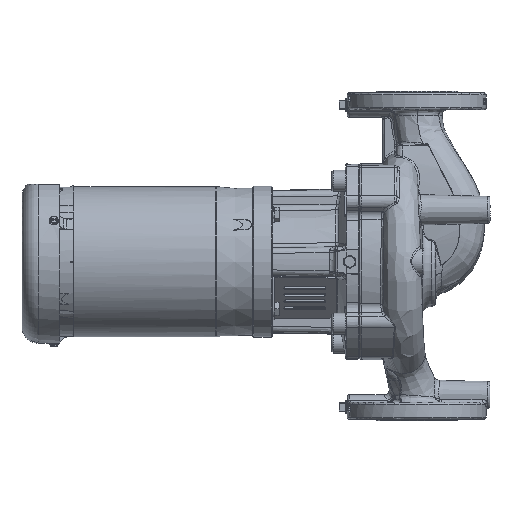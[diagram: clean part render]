
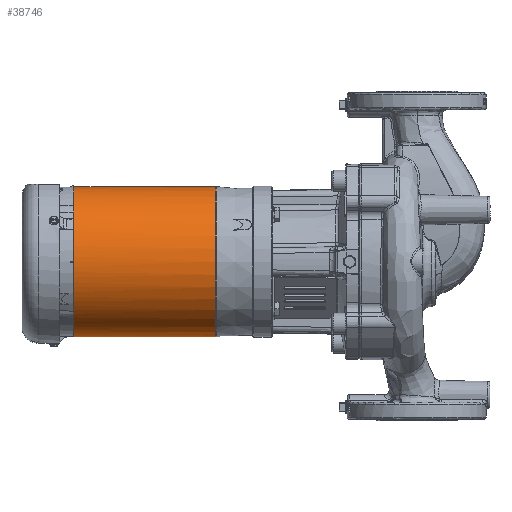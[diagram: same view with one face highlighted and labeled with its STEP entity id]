
A CAD part, left-side view. The second image highlights one B-rep face of the part: STEP entity #38746.
In plain terms, the highlighted cylindrical face has radius 83.972 mm (diameter 167.945 mm), a full revolution.
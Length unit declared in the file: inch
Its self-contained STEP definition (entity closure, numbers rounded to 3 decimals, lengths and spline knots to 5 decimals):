
#1256=FACE_BOUND('',#10535,.T.);
#2205=CYLINDRICAL_SURFACE('',#41811,3.306);
#3974=LINE('',#143003,#6067);
#3975=LINE('',#143006,#6068);
#3976=LINE('',#143036,#6069);
#6067=VECTOR('',#49543,3.306);
#6068=VECTOR('',#49544,39.37008);
#6069=VECTOR('',#49547,39.37008);
#8382=FACE_OUTER_BOUND('',#10534,.T.);
#10534=EDGE_LOOP('',(#33012,#33013,#33014,#33015,#33016,#33017));
#10535=EDGE_LOOP('',(#33018,#33019,#33020,#33021,#33022,#33023,#33024,#33025));
#12369=B_SPLINE_CURVE_WITH_KNOTS('',3,(#143008,#143009,#143010,#143011,
#143012,#143013,#143014,#143015,#143016,#143017,#143018,#143019),
 .UNSPECIFIED.,.F.,.F.,(4,2,2,2,2,4),(0.,0.25029,
0.49899,0.74666,0.87199,0.99737),
 .UNSPECIFIED.);
#12370=B_SPLINE_CURVE_WITH_KNOTS('',3,(#143023,#143024,#143025,#143026,
#143027,#143028,#143029,#143030,#143031,#143032,#143033,#143034),
 .UNSPECIFIED.,.F.,.F.,(4,2,2,2,2,4),(0.,0.12491,
0.24976,0.49657,0.7444,0.9939),
 .UNSPECIFIED.);
#12371=B_SPLINE_CURVE_WITH_KNOTS('',3,(#143038,#143039,#143040,#143041,
#143042,#143043,#143044,#143045,#143046,#143047,#143048,#143049),
 .UNSPECIFIED.,.F.,.F.,(4,2,2,2,2,4),(0.,0.25029,
0.49899,0.74666,0.87199,0.99737),
 .UNSPECIFIED.);
#12372=B_SPLINE_CURVE_WITH_KNOTS('',3,(#143052,#143053,#143054,#143055,
#143056,#143057,#143058,#143059,#143060,#143061,#143062,#143063),
 .UNSPECIFIED.,.F.,.F.,(4,2,2,2,2,4),(0.,0.12491,
0.24976,0.49657,0.7444,0.9939),
 .UNSPECIFIED.);
#13694=CIRCLE('',#41809,3.306);
#13695=CIRCLE('',#41810,3.306);
#13696=CIRCLE('',#41812,3.306);
#13697=CIRCLE('',#41813,3.306);
#13698=CIRCLE('',#41814,3.306);
#13699=CIRCLE('',#41815,3.306);
#17353=VERTEX_POINT('',#142994);
#17354=VERTEX_POINT('',#142995);
#17355=VERTEX_POINT('',#142999);
#17356=VERTEX_POINT('',#143000);
#17357=VERTEX_POINT('',#143004);
#17358=VERTEX_POINT('',#143005);
#17359=VERTEX_POINT('',#143007);
#17360=VERTEX_POINT('',#143020);
#17361=VERTEX_POINT('',#143022);
#17362=VERTEX_POINT('',#143035);
#17363=VERTEX_POINT('',#143037);
#17364=VERTEX_POINT('',#143050);
#22988=EDGE_CURVE('',#17353,#17354,#13694,.T.);
#22989=EDGE_CURVE('',#17354,#17353,#13695,.T.);
#22990=EDGE_CURVE('',#17355,#17356,#13696,.T.);
#22991=EDGE_CURVE('',#17356,#17355,#13697,.T.);
#22992=EDGE_CURVE('',#17356,#17354,#3974,.T.);
#22993=EDGE_CURVE('',#17357,#17358,#3975,.T.);
#22994=EDGE_CURVE('',#17357,#17359,#12369,.T.);
#22995=EDGE_CURVE('',#17359,#17360,#13698,.T.);
#22996=EDGE_CURVE('',#17360,#17361,#12370,.T.);
#22997=EDGE_CURVE('',#17362,#17361,#3976,.T.);
#22998=EDGE_CURVE('',#17362,#17363,#12371,.T.);
#22999=EDGE_CURVE('',#17364,#17363,#13699,.T.);
#23000=EDGE_CURVE('',#17364,#17358,#12372,.T.);
#33012=ORIENTED_EDGE('',*,*,#22990,.F.);
#33013=ORIENTED_EDGE('',*,*,#22991,.F.);
#33014=ORIENTED_EDGE('',*,*,#22992,.T.);
#33015=ORIENTED_EDGE('',*,*,#22989,.T.);
#33016=ORIENTED_EDGE('',*,*,#22988,.T.);
#33017=ORIENTED_EDGE('',*,*,#22992,.F.);
#33018=ORIENTED_EDGE('',*,*,#22993,.F.);
#33019=ORIENTED_EDGE('',*,*,#22994,.T.);
#33020=ORIENTED_EDGE('',*,*,#22995,.T.);
#33021=ORIENTED_EDGE('',*,*,#22996,.T.);
#33022=ORIENTED_EDGE('',*,*,#22997,.F.);
#33023=ORIENTED_EDGE('',*,*,#22998,.T.);
#33024=ORIENTED_EDGE('',*,*,#22999,.F.);
#33025=ORIENTED_EDGE('',*,*,#23000,.T.);
#38746=ADVANCED_FACE('',(#8382,#1256),#2205,.T.);
#41809=AXIS2_PLACEMENT_3D('',#142996,#49533,#49534);
#41810=AXIS2_PLACEMENT_3D('',#142997,#49535,#49536);
#41811=AXIS2_PLACEMENT_3D('',#142998,#49537,#49538);
#41812=AXIS2_PLACEMENT_3D('',#143001,#49539,#49540);
#41813=AXIS2_PLACEMENT_3D('',#143002,#49541,#49542);
#41814=AXIS2_PLACEMENT_3D('',#143021,#49545,#49546);
#41815=AXIS2_PLACEMENT_3D('',#143051,#49548,#49549);
#49533=DIRECTION('center_axis',(0.,1.,0.));
#49534=DIRECTION('ref_axis',(1.,0.,0.));
#49535=DIRECTION('center_axis',(0.,1.,0.));
#49536=DIRECTION('ref_axis',(1.,0.,0.));
#49537=DIRECTION('center_axis',(0.,1.,0.));
#49538=DIRECTION('ref_axis',(1.,0.,0.));
#49539=DIRECTION('center_axis',(0.,1.,0.));
#49540=DIRECTION('ref_axis',(1.,0.,0.));
#49541=DIRECTION('center_axis',(0.,1.,0.));
#49542=DIRECTION('ref_axis',(1.,0.,0.));
#49543=DIRECTION('',(0.,-1.,0.));
#49544=DIRECTION('',(0.,-1.,0.));
#49545=DIRECTION('center_axis',(0.,1.,0.));
#49546=DIRECTION('ref_axis',(0.,0.,
1.));
#49547=DIRECTION('',(0.,1.,0.));
#49548=DIRECTION('center_axis',(0.,1.,0.));
#49549=DIRECTION('ref_axis',(0.,0.,
1.));
#142994=CARTESIAN_POINT('',(3.306,6.29036,0.));
#142995=CARTESIAN_POINT('',(-3.306,6.29036,0.));
#142996=CARTESIAN_POINT('Origin',(0.,6.29036,
0.));
#142997=CARTESIAN_POINT('Origin',(0.,6.29036,
0.));
#142998=CARTESIAN_POINT('Origin',(0.,6.25936,
0.));
#142999=CARTESIAN_POINT('',(3.306,12.54036,0.));
#143000=CARTESIAN_POINT('',(-3.306,12.54036,0.));
#143001=CARTESIAN_POINT('Origin',(0.,12.54036,
0.));
#143002=CARTESIAN_POINT('Origin',(0.,12.54036,
0.));
#143003=CARTESIAN_POINT('',(-3.306,6.25936,0.));
#143004=CARTESIAN_POINT('',(2.73083,12.19536,1.86339));
#143005=CARTESIAN_POINT('',(2.73083,9.94536,1.86339));
#143006=CARTESIAN_POINT('',(2.73083,6.25936,1.86339));
#143007=CARTESIAN_POINT('',(2.86264,12.44536,1.65376));
#143008=CARTESIAN_POINT('Ctrl Pts',(2.73083,12.19536,1.86339));
#143009=CARTESIAN_POINT('Ctrl Pts',(2.73083,12.2282,1.86339));
#143010=CARTESIAN_POINT('Ctrl Pts',(2.73446,12.26068,1.8581));
#143011=CARTESIAN_POINT('Ctrl Pts',(2.74834,12.32121,1.83751));
#143012=CARTESIAN_POINT('Ctrl Pts',(2.75838,12.34854,1.8225));
#143013=CARTESIAN_POINT('Ctrl Pts',(2.78324,12.39476,1.78431));
#143014=CARTESIAN_POINT('Ctrl Pts',(2.79777,12.41318,1.76153));
#143015=CARTESIAN_POINT('Ctrl Pts',(2.82141,12.43226,1.72322));
#143016=CARTESIAN_POINT('Ctrl Pts',(2.8296,12.43716,1.70975));
#143017=CARTESIAN_POINT('Ctrl Pts',(2.84612,12.44371,1.68211));
#143018=CARTESIAN_POINT('Ctrl Pts',(2.85444,12.44535,1.66796));
#143019=CARTESIAN_POINT('Ctrl Pts',(2.86264,12.44535,1.65376));
#143020=CARTESIAN_POINT('',(2.86264,12.44536,-1.65376));
#143021=CARTESIAN_POINT('Origin',(0.,12.44536,
0.));
#143022=CARTESIAN_POINT('',(2.73083,12.19536,-1.86339));
#143023=CARTESIAN_POINT('Ctrl Pts',(2.86264,12.44535,-1.65376));
#143024=CARTESIAN_POINT('Ctrl Pts',(2.85444,12.44535,-1.66796));
#143025=CARTESIAN_POINT('Ctrl Pts',(2.84613,12.44371,-1.6821));
#143026=CARTESIAN_POINT('Ctrl Pts',(2.82961,12.43716,-1.70974));
#143027=CARTESIAN_POINT('Ctrl Pts',(2.82143,12.43226,-1.7232));
#143028=CARTESIAN_POINT('Ctrl Pts',(2.79779,12.4132,-1.76151));
#143029=CARTESIAN_POINT('Ctrl Pts',(2.78325,12.39478,-1.78429));
#143030=CARTESIAN_POINT('Ctrl Pts',(2.75839,12.34857,-1.82249));
#143031=CARTESIAN_POINT('Ctrl Pts',(2.74834,12.32123,-1.8375));
#143032=CARTESIAN_POINT('Ctrl Pts',(2.73446,12.2607,-1.8581));
#143033=CARTESIAN_POINT('Ctrl Pts',(2.73083,12.22821,-1.86339));
#143034=CARTESIAN_POINT('Ctrl Pts',(2.73083,12.19536,-1.86339));
#143035=CARTESIAN_POINT('',(2.73083,9.94536,-1.86339));
#143036=CARTESIAN_POINT('',(2.73083,6.25936,-1.86339));
#143037=CARTESIAN_POINT('',(2.86264,9.69536,-1.65376));
#143038=CARTESIAN_POINT('Ctrl Pts',(2.73083,9.94536,-1.86339));
#143039=CARTESIAN_POINT('Ctrl Pts',(2.73083,9.91251,-1.86339));
#143040=CARTESIAN_POINT('Ctrl Pts',(2.73446,9.88003,-1.8581));
#143041=CARTESIAN_POINT('Ctrl Pts',(2.74834,9.81951,-1.83751));
#143042=CARTESIAN_POINT('Ctrl Pts',(2.75838,9.79217,-1.8225));
#143043=CARTESIAN_POINT('Ctrl Pts',(2.78324,9.74595,-1.78431));
#143044=CARTESIAN_POINT('Ctrl Pts',(2.79777,9.72753,-1.76153));
#143045=CARTESIAN_POINT('Ctrl Pts',(2.82141,9.70845,-1.72322));
#143046=CARTESIAN_POINT('Ctrl Pts',(2.8296,9.70355,-1.70975));
#143047=CARTESIAN_POINT('Ctrl Pts',(2.84612,9.697,-1.68211));
#143048=CARTESIAN_POINT('Ctrl Pts',(2.85444,9.69536,-1.66796));
#143049=CARTESIAN_POINT('Ctrl Pts',(2.86264,9.69536,-1.65376));
#143050=CARTESIAN_POINT('',(2.86264,9.69536,1.65376));
#143051=CARTESIAN_POINT('Origin',(0.,9.69536,
0.));
#143052=CARTESIAN_POINT('Ctrl Pts',(2.86264,9.69536,1.65376));
#143053=CARTESIAN_POINT('Ctrl Pts',(2.85444,9.69536,1.66796));
#143054=CARTESIAN_POINT('Ctrl Pts',(2.84613,9.697,1.6821));
#143055=CARTESIAN_POINT('Ctrl Pts',(2.82961,9.70355,1.70974));
#143056=CARTESIAN_POINT('Ctrl Pts',(2.82143,9.70845,1.7232));
#143057=CARTESIAN_POINT('Ctrl Pts',(2.79779,9.72751,1.76151));
#143058=CARTESIAN_POINT('Ctrl Pts',(2.78325,9.74593,1.78429));
#143059=CARTESIAN_POINT('Ctrl Pts',(2.75839,9.79214,1.82249));
#143060=CARTESIAN_POINT('Ctrl Pts',(2.74834,9.81948,1.8375));
#143061=CARTESIAN_POINT('Ctrl Pts',(2.73446,9.88001,1.8581));
#143062=CARTESIAN_POINT('Ctrl Pts',(2.73083,9.9125,1.86339));
#143063=CARTESIAN_POINT('Ctrl Pts',(2.73083,9.94536,1.86339));
